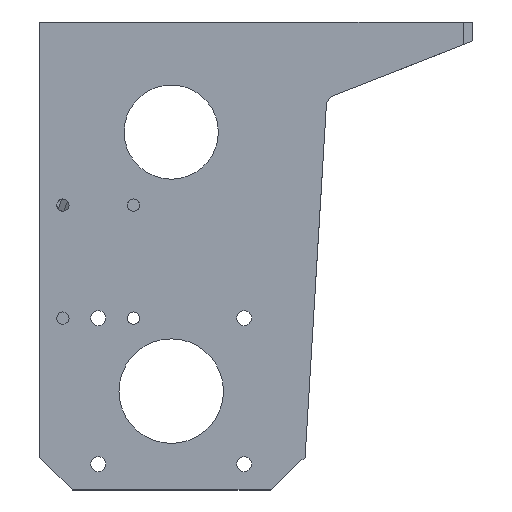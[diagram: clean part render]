
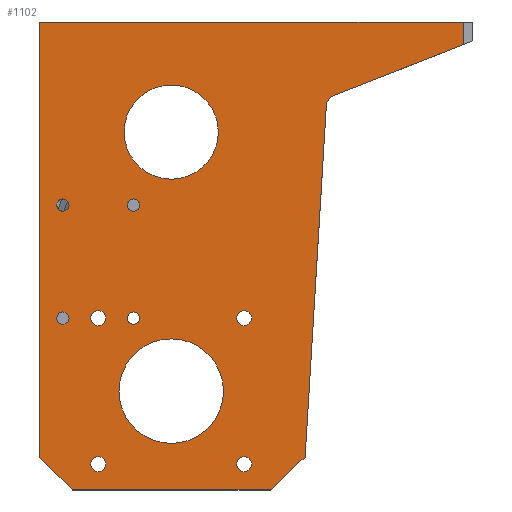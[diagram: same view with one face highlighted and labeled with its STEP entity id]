
A CAD part, left-side view. The second image highlights one B-rep face of the part: STEP entity #1102.
In plain terms, the highlighted planar face has unit normal (-1, 0, 0).
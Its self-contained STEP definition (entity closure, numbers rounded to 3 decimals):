
#17=CIRCLE('',#1180,11.1);
#19=CIRCLE('',#1183,1.6);
#21=CIRCLE('',#1186,1.6);
#23=CIRCLE('',#1189,1.6);
#25=CIRCLE('',#1192,1.6);
#27=CIRCLE('',#1195,1.3);
#28=CIRCLE('',#1196,1.3);
#29=CIRCLE('',#1197,1.3);
#30=CIRCLE('',#1198,1.3);
#31=CIRCLE('',#1199,10.);
#127=ORIENTED_EDGE('',*,*,#425,.F.);
#128=ORIENTED_EDGE('',*,*,#426,.F.);
#129=ORIENTED_EDGE('',*,*,#427,.F.);
#130=ORIENTED_EDGE('',*,*,#428,.F.);
#131=ORIENTED_EDGE('',*,*,#382,.T.);
#132=ORIENTED_EDGE('',*,*,#429,.T.);
#133=ORIENTED_EDGE('',*,*,#430,.T.);
#134=ORIENTED_EDGE('',*,*,#402,.T.);
#135=ORIENTED_EDGE('',*,*,#431,.T.);
#136=ORIENTED_EDGE('',*,*,#396,.T.);
#137=ORIENTED_EDGE('',*,*,#432,.T.);
#138=ORIENTED_EDGE('',*,*,#433,.T.);
#139=ORIENTED_EDGE('',*,*,#434,.T.);
#140=ORIENTED_EDGE('',*,*,#421,.F.);
#141=ORIENTED_EDGE('',*,*,#419,.F.);
#142=ORIENTED_EDGE('',*,*,#417,.F.);
#143=ORIENTED_EDGE('',*,*,#415,.F.);
#144=ORIENTED_EDGE('',*,*,#423,.F.);
#145=ORIENTED_EDGE('',*,*,#435,.F.);
#382=EDGE_CURVE('',#532,#531,#635,.T.);
#396=EDGE_CURVE('',#545,#546,#647,.T.);
#402=EDGE_CURVE('',#552,#551,#653,.T.);
#415=EDGE_CURVE('',#564,#564,#17,.T.);
#417=EDGE_CURVE('',#566,#566,#19,.T.);
#419=EDGE_CURVE('',#568,#568,#21,.T.);
#421=EDGE_CURVE('',#570,#570,#23,.T.);
#423=EDGE_CURVE('',#572,#572,#25,.T.);
#425=EDGE_CURVE('',#574,#574,#27,.T.);
#426=EDGE_CURVE('',#575,#575,#28,.T.);
#427=EDGE_CURVE('',#576,#576,#29,.T.);
#428=EDGE_CURVE('',#577,#577,#30,.T.);
#429=EDGE_CURVE('',#531,#578,#664,.T.);
#430=EDGE_CURVE('',#578,#552,#665,.T.);
#431=EDGE_CURVE('',#551,#545,#666,.T.);
#432=EDGE_CURVE('',#546,#579,#667,.T.);
#433=EDGE_CURVE('',#579,#580,#668,.T.);
#434=EDGE_CURVE('',#580,#532,#669,.F.);
#435=EDGE_CURVE('',#581,#581,#31,.T.);
#531=VERTEX_POINT('',#1613);
#532=VERTEX_POINT('',#1615);
#545=VERTEX_POINT('',#1643);
#546=VERTEX_POINT('',#1644);
#551=VERTEX_POINT('',#1655);
#552=VERTEX_POINT('',#1657);
#564=VERTEX_POINT('',#1683);
#566=VERTEX_POINT('',#1688);
#568=VERTEX_POINT('',#1693);
#570=VERTEX_POINT('',#1698);
#572=VERTEX_POINT('',#1703);
#574=VERTEX_POINT('',#1708);
#575=VERTEX_POINT('',#1710);
#576=VERTEX_POINT('',#1712);
#577=VERTEX_POINT('',#1714);
#578=VERTEX_POINT('',#1716);
#579=VERTEX_POINT('',#1720);
#580=VERTEX_POINT('',#1722);
#581=VERTEX_POINT('',#1725);
#635=LINE('',#1614,#738);
#647=LINE('',#1642,#750);
#653=LINE('',#1656,#756);
#664=LINE('',#1715,#767);
#665=LINE('',#1717,#768);
#666=LINE('',#1718,#769);
#667=LINE('',#1719,#770);
#668=LINE('',#1721,#771);
#669=LINE('',#1723,#772);
#738=VECTOR('',#1288,1000.);
#750=VECTOR('',#1306,1000.);
#756=VECTOR('',#1314,1000.);
#767=VECTOR('',#1369,1000.);
#768=VECTOR('',#1370,1000.);
#769=VECTOR('',#1371,1000.);
#770=VECTOR('',#1372,1000.);
#771=VECTOR('',#1373,1000.);
#772=VECTOR('',#1374,1000.);
#854=EDGE_LOOP('',(#127));
#855=EDGE_LOOP('',(#128));
#856=EDGE_LOOP('',(#129));
#857=EDGE_LOOP('',(#130));
#858=EDGE_LOOP('',(#131,#132,#133,#134,#135,#136,#137,#138,#139));
#859=EDGE_LOOP('',(#140));
#860=EDGE_LOOP('',(#141));
#861=EDGE_LOOP('',(#142));
#862=EDGE_LOOP('',(#143));
#863=EDGE_LOOP('',(#144));
#864=EDGE_LOOP('',(#145));
#961=FACE_BOUND('',#854,.T.);
#962=FACE_BOUND('',#855,.T.);
#963=FACE_BOUND('',#856,.T.);
#964=FACE_BOUND('',#857,.T.);
#965=FACE_BOUND('',#858,.T.);
#966=FACE_BOUND('',#859,.T.);
#967=FACE_BOUND('',#860,.T.);
#968=FACE_BOUND('',#861,.T.);
#969=FACE_BOUND('',#862,.T.);
#970=FACE_BOUND('',#863,.T.);
#971=FACE_BOUND('',#864,.T.);
#1056=PLANE('',#1194);
#1102=ADVANCED_FACE('',(#961,#962,#963,#964,#965,#966,#967,#968,#969,#970,
#971),#1056,.T.);
#1180=AXIS2_PLACEMENT_3D('',#1682,#1331,#1332);
#1183=AXIS2_PLACEMENT_3D('',#1687,#1337,#1338);
#1186=AXIS2_PLACEMENT_3D('',#1692,#1343,#1344);
#1189=AXIS2_PLACEMENT_3D('',#1697,#1349,#1350);
#1192=AXIS2_PLACEMENT_3D('',#1702,#1355,#1356);
#1194=AXIS2_PLACEMENT_3D('',#1706,#1359,#1360);
#1195=AXIS2_PLACEMENT_3D('',#1707,#1361,#1362);
#1196=AXIS2_PLACEMENT_3D('',#1709,#1363,#1364);
#1197=AXIS2_PLACEMENT_3D('',#1711,#1365,#1366);
#1198=AXIS2_PLACEMENT_3D('',#1713,#1367,#1368);
#1199=AXIS2_PLACEMENT_3D('',#1724,#1375,#1376);
#1288=DIRECTION('',(0.,-0.931,0.366));
#1306=DIRECTION('',(0.,-1.,0.));
#1314=DIRECTION('',(0.,0.,-1.));
#1331=DIRECTION('',(-1.,0.,0.));
#1332=DIRECTION('',(0.,-1.,0.));
#1337=DIRECTION('',(-1.,0.,0.));
#1338=DIRECTION('',(0.,-1.,0.));
#1343=DIRECTION('',(-1.,0.,0.));
#1344=DIRECTION('',(0.,-1.,0.));
#1349=DIRECTION('',(-1.,0.,0.));
#1350=DIRECTION('',(0.,-1.,0.));
#1355=DIRECTION('',(-1.,0.,0.));
#1356=DIRECTION('',(0.,-1.,0.));
#1359=DIRECTION('',(-1.,0.,0.));
#1360=DIRECTION('',(0.,0.,1.));
#1361=DIRECTION('',(-1.,0.,0.));
#1362=DIRECTION('',(0.,-1.,0.));
#1363=DIRECTION('',(-1.,0.,0.));
#1364=DIRECTION('',(0.,-1.,0.));
#1365=DIRECTION('',(-1.,0.,0.));
#1366=DIRECTION('',(0.,-1.,0.));
#1367=DIRECTION('',(-1.,0.,0.));
#1368=DIRECTION('',(0.,-1.,0.));
#1369=DIRECTION('',(0.,0.,1.));
#1370=DIRECTION('',(0.,1.,0.));
#1371=DIRECTION('',(0.,-0.707,-0.707));
#1372=DIRECTION('',(0.,-0.728,0.685));
#1373=DIRECTION('',(0.,-0.06,0.998));
#1374=DIRECTION('',(0.,0.588,-0.809));
#1375=DIRECTION('',(-1.,0.,0.));
#1376=DIRECTION('',(0.,-1.,0.));
#1613=CARTESIAN_POINT('',(-2029.325,155.,-239.787));
#1614=CARTESIAN_POINT('',(-2029.325,183.962,-251.179));
#1615=CARTESIAN_POINT('',(-2029.325,183.032,-250.813));
#1642=CARTESIAN_POINT('',(-2029.325,238.,-334.38));
#1643=CARTESIAN_POINT('',(-2029.325,238.,-334.38));
#1644=CARTESIAN_POINT('',(-2029.325,196.,-334.38));
#1655=CARTESIAN_POINT('',(-2029.325,245.,-327.38));
#1656=CARTESIAN_POINT('',(-2029.325,245.,-235.));
#1657=CARTESIAN_POINT('',(-2029.325,245.,-235.));
#1682=CARTESIAN_POINT('',(-2029.325,217.,-313.38));
#1683=CARTESIAN_POINT('',(-2029.325,205.9,-313.38));
#1687=CARTESIAN_POINT('',(-2029.325,201.5,-328.88));
#1688=CARTESIAN_POINT('',(-2029.325,199.9,-328.88));
#1692=CARTESIAN_POINT('',(-2029.325,201.5,-297.88));
#1693=CARTESIAN_POINT('',(-2029.325,199.9,-297.88));
#1697=CARTESIAN_POINT('',(-2029.325,232.5,-328.88));
#1698=CARTESIAN_POINT('',(-2029.325,230.9,-328.88));
#1702=CARTESIAN_POINT('',(-2029.325,232.5,-297.88));
#1703=CARTESIAN_POINT('',(-2029.325,230.9,-297.88));
#1706=CARTESIAN_POINT('',(-2029.325,232.5,-328.88));
#1707=CARTESIAN_POINT('',(-2029.325,240.,-273.88));
#1708=CARTESIAN_POINT('',(-2029.325,238.7,-273.88));
#1709=CARTESIAN_POINT('',(-2029.325,225.,-273.88));
#1710=CARTESIAN_POINT('',(-2029.325,223.7,-273.88));
#1711=CARTESIAN_POINT('',(-2029.325,225.,-297.88));
#1712=CARTESIAN_POINT('',(-2029.325,223.7,-297.88));
#1713=CARTESIAN_POINT('',(-2029.325,240.,-297.88));
#1714=CARTESIAN_POINT('',(-2029.325,238.7,-297.88));
#1715=CARTESIAN_POINT('',(-2029.325,155.,-328.88));
#1716=CARTESIAN_POINT('',(-2029.325,155.,-235.));
#1717=CARTESIAN_POINT('',(-2029.325,153.,-235.));
#1718=CARTESIAN_POINT('',(-2029.325,238.,-334.38));
#1719=CARTESIAN_POINT('',(-2029.325,212.608,-350.013));
#1720=CARTESIAN_POINT('',(-2029.325,188.577,-327.393));
#1721=CARTESIAN_POINT('',(-2029.325,189.,-334.38));
#1722=CARTESIAN_POINT('',(-2029.325,184.023,-252.177));
#1723=CARTESIAN_POINT('',(-2029.325,184.023,-252.177));
#1724=CARTESIAN_POINT('',(-2029.325,217.,-258.38));
#1725=CARTESIAN_POINT('',(-2029.325,207.,-258.38));
